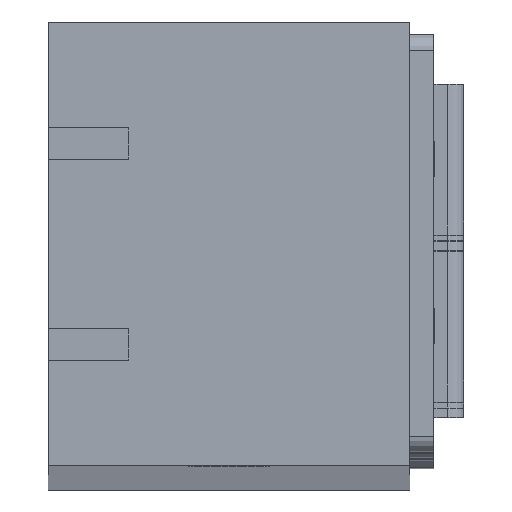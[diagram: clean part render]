
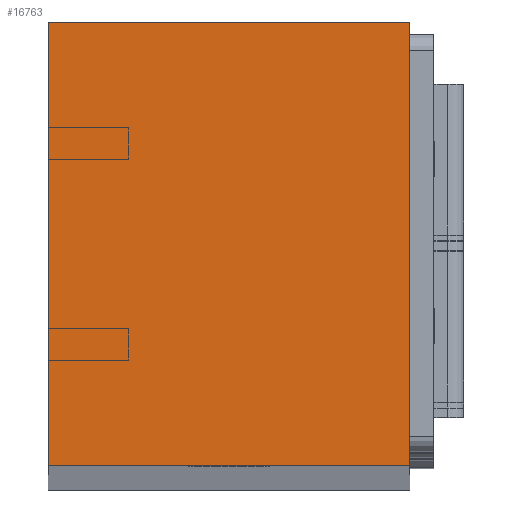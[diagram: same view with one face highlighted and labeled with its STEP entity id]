
A CAD part, top view. The second image highlights one B-rep face of the part: STEP entity #16763.
In plain terms, the highlighted planar face has unit normal (0, 0, 1).
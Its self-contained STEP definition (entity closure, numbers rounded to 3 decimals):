
#16763=ADVANCED_FACE('',(#37507),#37509,.T.);
#37507=FACE_BOUND('',#37508,.T.);
#37508=EDGE_LOOP('',(#57904,#57905,#57906,#57907));
#37509=PLANE('',#37510);
#37510=AXIS2_PLACEMENT_3D('',#37511,#37512,#37513);
#37511=CARTESIAN_POINT('',(46.,0.,1760.));
#37512=DIRECTION('',(0.,0.,1.));
#37513=DIRECTION('',(0.,1.,0.));
#57904=ORIENTED_EDGE('',*,*,#66371,.F.);
#57905=ORIENTED_EDGE('',*,*,#68447,.T.);
#57906=ORIENTED_EDGE('',*,*,#68449,.F.);
#57907=ORIENTED_EDGE('',*,*,#68450,.F.);
#66371=EDGE_CURVE('',#77898,#77900,#77901,.T.);
#68447=EDGE_CURVE('',#77898,#81088,#81090,.T.);
#68449=EDGE_CURVE('',#81093,#81088,#81094,.T.);
#68450=EDGE_CURVE('',#77900,#81093,#81095,.T.);
#77898=VERTEX_POINT('',#104203);
#77900=VERTEX_POINT('',#104207);
#77901=LINE('',#104208,#104209);
#81088=VERTEX_POINT('',#111847);
#81090=LINE('',#111851,#111852);
#81093=VERTEX_POINT('',#111859);
#81094=LINE('',#111860,#111861);
#81095=LINE('',#111863,#111864);
#104203=CARTESIAN_POINT('',(45.,55.2,1760.));
#104207=CARTESIAN_POINT('',(45.,0.,1760.));
#104208=CARTESIAN_POINT('',(45.,55.2,1760.));
#104209=VECTOR('',#104210,1.);
#104210=DIRECTION('',(0.,-1.,0.));
#111847=CARTESIAN_POINT('',(0.,55.2,1760.));
#111851=CARTESIAN_POINT('',(45.,55.2,1760.));
#111852=VECTOR('',#111853,1.);
#111853=DIRECTION('',(-1.,0.,0.));
#111859=CARTESIAN_POINT('',(0.,0.,1760.));
#111860=CARTESIAN_POINT('',(0.,0.,1760.));
#111861=VECTOR('',#111862,1.);
#111862=DIRECTION('',(0.,1.,0.));
#111863=CARTESIAN_POINT('',(45.,0.,1760.));
#111864=VECTOR('',#111865,1.);
#111865=DIRECTION('',(-1.,0.,0.));
